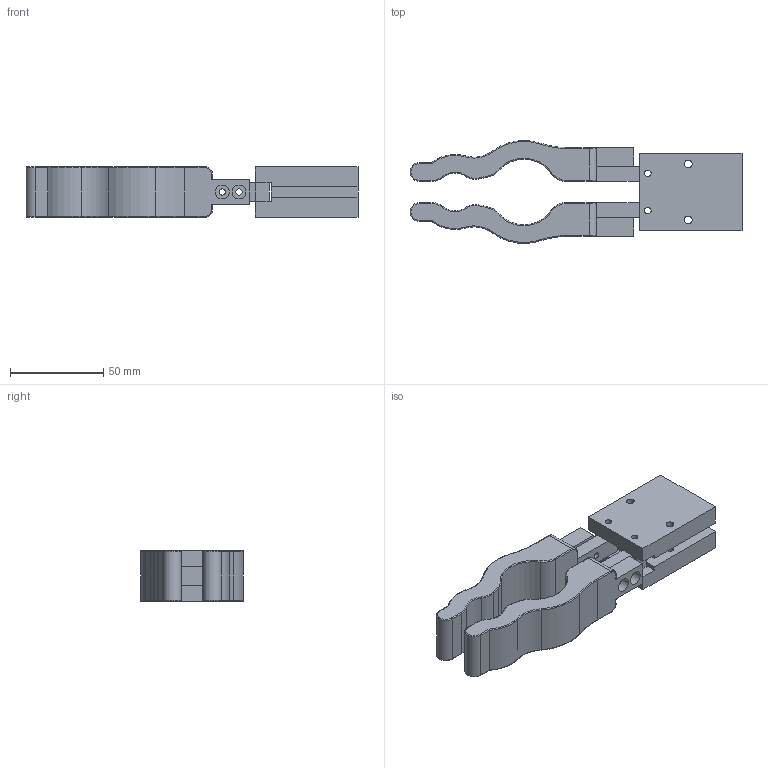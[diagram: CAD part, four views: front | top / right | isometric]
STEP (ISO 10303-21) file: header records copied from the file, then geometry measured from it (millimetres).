
FILE_DESCRIPTION(/* description */ (''),/* implementation_level */ '2;1');
FILE_NAME(/* name */ '32zp.stp',/* time_stamp */ '2019-05-31T11:25:19+08:00',/* author */ (''),/* organization */ (''),/* preprocessor_version */ 'ST-DEVELOPER v16',/* originating_system */ 'SIEMENS PLM Software NX 10.0',/* authorisation */ '');
FILE_SCHEMA (('CONFIG_CONTROL_DESIGN'));
Length unit declared in the file: millimetre
Products named in the file (3): _model3; _model4; 32zp_stp
Assembly tree (2 placements, depth 2):
  32zp_stp
    _model4
    _model3
Bounding box: 178 x 55.2 x 27 mm (x, y, z)
Volume: 129155.1 mm3; surface area: 35402.6 mm2
Topology: 5 solids, 5 shells, 188 faces, 459 edges, 285 vertices
Faces by surface type: cylinder 74, plane 62, torus 52
Full cylindrical faces by diameter (mm): 3.3 x8, 3.5 x6, 4.2 x4, 7.5 x4
Entity records: 5763 total; most frequent: DIRECTION 1026, CARTESIAN_POINT 968, ORIENTED_EDGE 848, EDGE_CURVE 424, AXIS2_PLACEMENT_3D 415, VERTEX_POINT 272, EDGE_LOOP 250, CIRCLE 224
